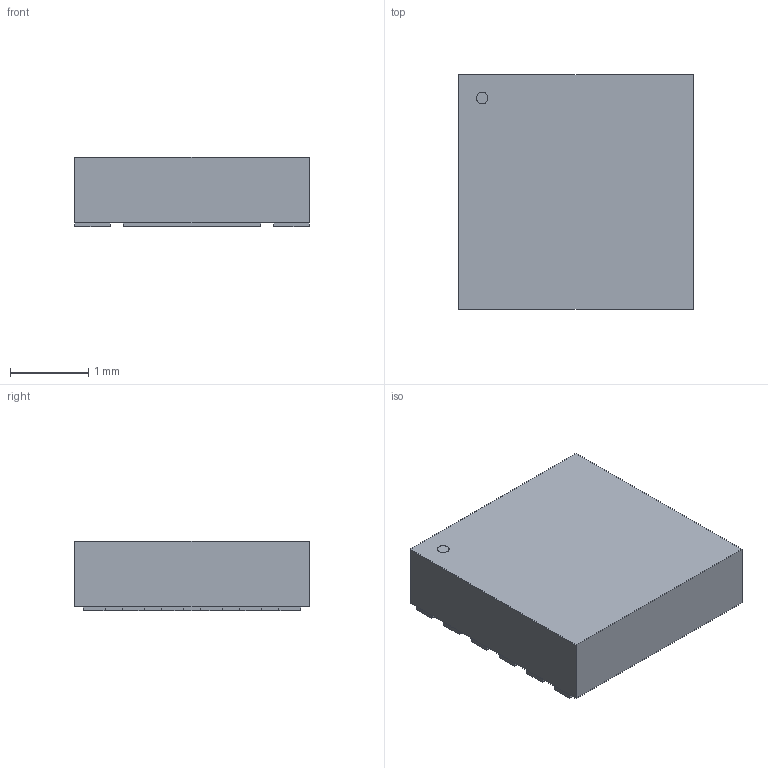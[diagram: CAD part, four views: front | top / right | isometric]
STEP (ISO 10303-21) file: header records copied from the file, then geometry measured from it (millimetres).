
FILE_DESCRIPTION(('FreeCAD Model'),'2;1');
FILE_NAME('part.step', '2020-07-07T17:55:06',('kicad StepUp'),('ksu MCAD'), 'Open CASCADE STEP processor 7.3','FreeCAD','Unknown');
FILE_SCHEMA(('AUTOMOTIVE_DESIGN { 1 0 10303 214 1 1 1 1 }'));
Length unit declared in the file: millimetre
Products named in the file (1): part
Bounding box: 3 x 3 x 0.89 mm (x, y, z)
Volume: 7.8 mm3; surface area: 41 mm2
Topology: 15 solids, 15 shells, 87 faces, 513 edges, 1478 vertices
Faces by surface type: plane 86, cylinder 1
Full cylindrical faces by diameter (mm): 0.15 x1
Entity records: 6204 total; most frequent: CARTESIAN_POINT 2086, DIRECTION 692, LINE 504, VECTOR 504, GEOMETRIC_CURVE_SET 343, ORIENTED_EDGE 342, TRIMMED_CURVE 342, EDGE_CURVE 171
